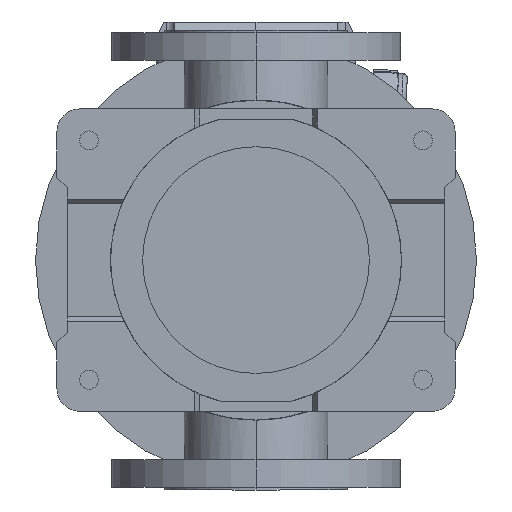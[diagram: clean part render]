
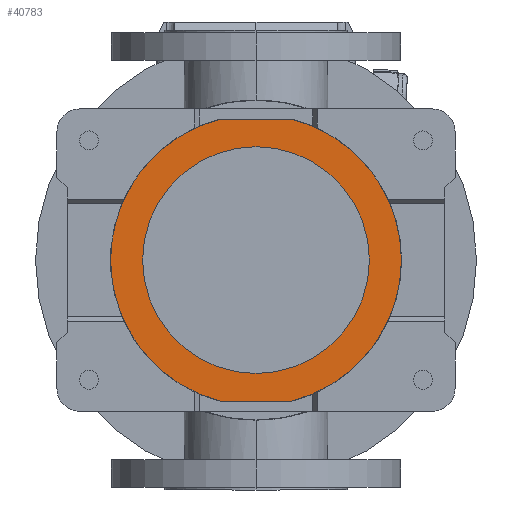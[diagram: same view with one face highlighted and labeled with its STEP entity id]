
A CAD part, front view. The second image highlights one B-rep face of the part: STEP entity #40783.
In plain terms, the highlighted face is planar.
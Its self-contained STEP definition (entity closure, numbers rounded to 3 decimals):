
#1382 = DIRECTION ( 'NONE',  ( 1., 0., 0. ) ) ;
#2879 = EDGE_CURVE ( 'NONE', #48916, #38816, #5917, .T. ) ;
#2999 = CARTESIAN_POINT ( 'NONE',  ( 0., 0., 45. ) ) ;
#3599 = ORIENTED_EDGE ( 'NONE', *, *, #57793, .T. ) ;
#5229 = LINE ( 'NONE', #9599, #16631 ) ;
#5917 = CIRCLE ( 'NONE', #51810, 90. ) ;
#6654 = AXIS2_PLACEMENT_3D ( 'NONE', #20885, #21465, #8549 ) ;
#6711 = CARTESIAN_POINT ( 'NONE',  ( 0., 0., 45. ) ) ;
#7352 = EDGE_CURVE ( 'NONE', #24949, #36556, #5229, .T. ) ;
#7682 = PLANE ( 'NONE',  #6654 ) ;
#8549 = DIRECTION ( 'NONE',  ( -1., 0., 0. ) ) ;
#9599 = CARTESIAN_POINT ( 'NONE',  ( -31.04, 112., 45. ) ) ;
#11966 = ORIENTED_EDGE ( 'NONE', *, *, #27670, .T. ) ;
#12372 = DIRECTION ( 'NONE',  ( 1., 0., 0. ) ) ;
#13781 = CARTESIAN_POINT ( 'NONE',  ( 90., 0., 45. ) ) ;
#14125 = CARTESIAN_POINT ( 'NONE',  ( 115.5, 0., 45. ) ) ;
#14318 = CARTESIAN_POINT ( 'NONE',  ( 0., 0., 45. ) ) ;
#15309 = CARTESIAN_POINT ( 'NONE',  ( 28.218, 112., 45. ) ) ;
#16631 = VECTOR ( 'NONE', #1382, 1000. ) ;
#16971 = DIRECTION ( 'NONE',  ( 1., 0., 0. ) ) ;
#17519 = EDGE_CURVE ( 'NONE', #38816, #48916, #49158, .T. ) ;
#18557 = EDGE_LOOP ( 'NONE', ( #3599, #41024, #11966, #35047, #40016 ) ) ;
#19906 = DIRECTION ( 'NONE',  ( 0., 0., -1. ) ) ;
#20640 = AXIS2_PLACEMENT_3D ( 'NONE', #6711, #33984, #16971 ) ;
#20885 = CARTESIAN_POINT ( 'NONE',  ( 127.05, -123.2, 45. ) ) ;
#21235 = CARTESIAN_POINT ( 'NONE',  ( -28.218, 112., 45. ) ) ;
#21465 = DIRECTION ( 'NONE',  ( 0., 0., -1. ) ) ;
#21959 = AXIS2_PLACEMENT_3D ( 'NONE', #2999, #43173, #12372 ) ;
#23526 = ORIENTED_EDGE ( 'NONE', *, *, #17519, .T. ) ;
#23844 = LINE ( 'NONE', #50815, #37041 ) ;
#23851 = AXIS2_PLACEMENT_3D ( 'NONE', #47045, #29745, #51445 ) ;
#24583 = DIRECTION ( 'NONE',  ( 1., 0., 0. ) ) ;
#24949 = VERTEX_POINT ( 'NONE', #21235 ) ;
#26634 = EDGE_CURVE ( 'NONE', #51981, #24949, #46318, .T. ) ;
#27670 = EDGE_CURVE ( 'NONE', #55231, #51981, #23844, .T. ) ;
#28608 = AXIS2_PLACEMENT_3D ( 'NONE', #41896, #19906, #24583 ) ;
#29745 = DIRECTION ( 'NONE',  ( 0., 0., 1. ) ) ;
#33251 = CIRCLE ( 'NONE', #28608, 115.5 ) ;
#33984 = DIRECTION ( 'NONE',  ( 0., 0., -1. ) ) ;
#35047 = ORIENTED_EDGE ( 'NONE', *, *, #26634, .T. ) ;
#36047 = DIRECTION ( 'NONE',  ( -1., 0., 0. ) ) ;
#36556 = VERTEX_POINT ( 'NONE', #15309 ) ;
#37041 = VECTOR ( 'NONE', #42021, 1000. ) ;
#38816 = VERTEX_POINT ( 'NONE', #43102 ) ;
#40016 = ORIENTED_EDGE ( 'NONE', *, *, #7352, .T. ) ;
#40158 = EDGE_LOOP ( 'NONE', ( #23526, #46257 ) ) ;
#40783 = ADVANCED_FACE ( 'NONE', ( #43755, #57244 ), #7682, .T. ) ;
#41024 = ORIENTED_EDGE ( 'NONE', *, *, #50146, .T. ) ;
#41276 = CIRCLE ( 'NONE', #20640, 115.5 ) ;
#41896 = CARTESIAN_POINT ( 'NONE',  ( 0., 0., 45. ) ) ;
#42021 = DIRECTION ( 'NONE',  ( -1., 0., 0. ) ) ;
#43102 = CARTESIAN_POINT ( 'NONE',  ( -90., 0., 45. ) ) ;
#43173 = DIRECTION ( 'NONE',  ( 0., 0., -1. ) ) ;
#43755 = FACE_BOUND ( 'NONE', #40158, .T. ) ;
#46257 = ORIENTED_EDGE ( 'NONE', *, *, #2879, .T. ) ;
#46318 = CIRCLE ( 'NONE', #21959, 115.5 ) ;
#47045 = CARTESIAN_POINT ( 'NONE',  ( 0., 0., 45. ) ) ;
#47244 = CARTESIAN_POINT ( 'NONE',  ( 28.218, -112., 45. ) ) ;
#48916 = VERTEX_POINT ( 'NONE', #13781 ) ;
#49158 = CIRCLE ( 'NONE', #23851, 90. ) ;
#49392 = CARTESIAN_POINT ( 'NONE',  ( -28.218, -112., 45. ) ) ;
#49542 = DIRECTION ( 'NONE',  ( 0., 0., 1. ) ) ;
#50146 = EDGE_CURVE ( 'NONE', #55022, #55231, #33251, .T. ) ;
#50815 = CARTESIAN_POINT ( 'NONE',  ( -31.04, -112., 45. ) ) ;
#51445 = DIRECTION ( 'NONE',  ( -1., 0., 0. ) ) ;
#51810 = AXIS2_PLACEMENT_3D ( 'NONE', #14318, #49542, #36047 ) ;
#51981 = VERTEX_POINT ( 'NONE', #49392 ) ;
#55022 = VERTEX_POINT ( 'NONE', #14125 ) ;
#55231 = VERTEX_POINT ( 'NONE', #47244 ) ;
#57244 = FACE_OUTER_BOUND ( 'NONE', #18557, .T. ) ;
#57793 = EDGE_CURVE ( 'NONE', #36556, #55022, #41276, .T. ) ;
